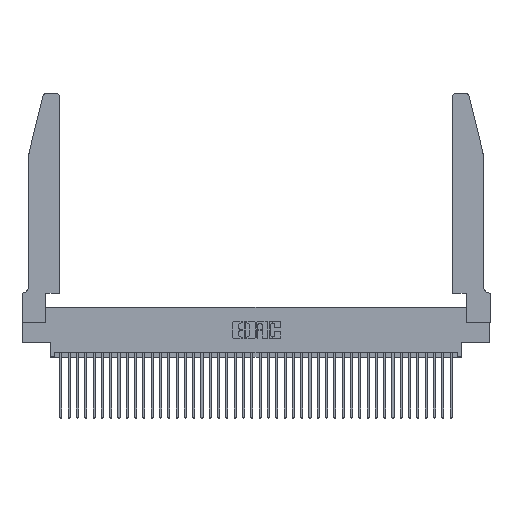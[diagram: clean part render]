
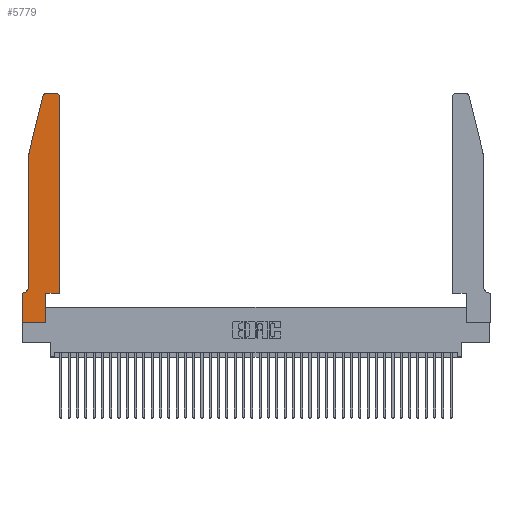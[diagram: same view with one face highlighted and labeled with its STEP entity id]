
A CAD part, top view. The second image highlights one B-rep face of the part: STEP entity #5779.
In plain terms, the highlighted planar face has unit normal (0, 0, 1).
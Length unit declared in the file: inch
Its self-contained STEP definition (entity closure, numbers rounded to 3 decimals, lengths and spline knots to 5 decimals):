
#28 = CARTESIAN_POINT ( 'NONE',  ( 0.25487, 2.72718, 0.37 ) ) ;
#477 = LINE ( 'NONE', #6965, #16703 ) ;
#530 = DIRECTION ( 'NONE',  ( 1., 0., 0. ) ) ;
#1334 = DIRECTION ( 'NONE',  ( 0., 1., 0. ) ) ;
#1652 = EDGE_CURVE ( 'NONE', #30834, #5213, #12679, .T. ) ;
#1758 = ORIENTED_EDGE ( 'NONE', *, *, #3681, .T. ) ;
#1912 = EDGE_CURVE ( 'NONE', #10224, #11542, #477, .T. ) ;
#2107 = CARTESIAN_POINT ( 'NONE',  ( 0.0755, 2., 0.37 ) ) ;
#3673 = DIRECTION ( 'NONE',  ( -0.239, -0.971, 0. ) ) ;
#3681 = EDGE_CURVE ( 'NONE', #11542, #30834, #30145, .T. ) ;
#3955 = VECTOR ( 'NONE', #25300, 39.37008 ) ;
#4457 = VECTOR ( 'NONE', #21424, 39.37008 ) ;
#4609 = CIRCLE ( 'NONE', #12445, 0.03 ) ;
#4978 = LINE ( 'NONE', #24839, #38207 ) ;
#5213 = VERTEX_POINT ( 'NONE', #13772 ) ;
#5426 = VERTEX_POINT ( 'NONE', #27656 ) ;
#5582 = ORIENTED_EDGE ( 'NONE', *, *, #27000, .T. ) ;
#5659 = EDGE_LOOP ( 'NONE', ( #11647, #5582, #14549, #1758, #12531, #28918, #21060, #27976, #19611, #7017, #24244, #28055 ) ) ;
#5779 = ADVANCED_FACE ( 'NONE', ( #26756 ), #26058, .T. ) ;
#5904 = AXIS2_PLACEMENT_3D ( 'NONE', #8829, #31336, #12053 ) ;
#6256 = VERTEX_POINT ( 'NONE', #38046 ) ;
#6965 = CARTESIAN_POINT ( 'NONE',  ( 0.0755, 2., 0.37 ) ) ;
#6987 = CARTESIAN_POINT ( 'NONE',  ( 0.4505, 0.35, 0.37 ) ) ;
#7017 = ORIENTED_EDGE ( 'NONE', *, *, #35364, .T. ) ;
#7200 = VERTEX_POINT ( 'NONE', #40363 ) ;
#7891 = AXIS2_PLACEMENT_3D ( 'NONE', #32300, #29325, #10075 ) ;
#8093 = CARTESIAN_POINT ( 'NONE',  ( 0.284, 2.72, 0.37 ) ) ;
#8204 = EDGE_CURVE ( 'NONE', #32091, #6256, #21071, .T. ) ;
#8829 = CARTESIAN_POINT ( 'NONE',  ( 0.0055, 0.42, 0.37 ) ) ;
#9889 = CARTESIAN_POINT ( 'NONE',  ( 0.0755, 0.42, 0.37 ) ) ;
#10040 = EDGE_CURVE ( 'NONE', #5426, #21951, #28475, .T. ) ;
#10075 = DIRECTION ( 'NONE',  ( 1., 0., 0. ) ) ;
#10224 = VERTEX_POINT ( 'NONE', #28 ) ;
#10304 = CARTESIAN_POINT ( 'NONE',  ( 0.2865, 0.35, 0.37 ) ) ;
#10987 = LINE ( 'NONE', #27154, #27038 ) ;
#11100 = VECTOR ( 'NONE', #530, 39.37008 ) ;
#11329 = DIRECTION ( 'NONE',  ( 1., 0., 0. ) ) ;
#11393 = VECTOR ( 'NONE', #41106, 39.37008 ) ;
#11542 = VERTEX_POINT ( 'NONE', #24438 ) ;
#11605 = VECTOR ( 'NONE', #19700, 39.37008 ) ;
#11647 = ORIENTED_EDGE ( 'NONE', *, *, #10040, .T. ) ;
#12053 = DIRECTION ( 'NONE',  ( -1., 0., 0. ) ) ;
#12398 = AXIS2_PLACEMENT_3D ( 'NONE', #14294, #36823, #17529 ) ;
#12403 = CARTESIAN_POINT ( 'NONE',  ( 0., 0., 0.37 ) ) ;
#12445 = AXIS2_PLACEMENT_3D ( 'NONE', #8093, #30590, #11329 ) ;
#12531 = ORIENTED_EDGE ( 'NONE', *, *, #1652, .T. ) ;
#12679 = CIRCLE ( 'NONE', #5904, 0.07 ) ;
#12892 = EDGE_CURVE ( 'NONE', #31879, #7200, #37888, .T. ) ;
#13772 = CARTESIAN_POINT ( 'NONE',  ( 0.0055, 0.35, 0.37 ) ) ;
#14294 = CARTESIAN_POINT ( 'NONE',  ( 0.4205, 2.72, 0.37 ) ) ;
#14549 = ORIENTED_EDGE ( 'NONE', *, *, #1912, .T. ) ;
#15015 = EDGE_CURVE ( 'NONE', #5213, #32091, #4978, .T. ) ;
#15085 = CARTESIAN_POINT ( 'NONE',  ( 0.4505, 0.35, 0.37 ) ) ;
#16703 = VECTOR ( 'NONE', #3673, 39.37008 ) ;
#17529 = DIRECTION ( 'NONE',  ( 1., 0., 0. ) ) ;
#18325 = DIRECTION ( 'NONE',  ( 0., 1., 0. ) ) ;
#19611 = ORIENTED_EDGE ( 'NONE', *, *, #22414, .T. ) ;
#19700 = DIRECTION ( 'NONE',  ( 1., 0., 0. ) ) ;
#19905 = CARTESIAN_POINT ( 'NONE',  ( 0.4505, 0.35, 0.37 ) ) ;
#20342 = EDGE_CURVE ( 'NONE', #6256, #39375, #21127, .T. ) ;
#20374 = VERTEX_POINT ( 'NONE', #10304 ) ;
#21060 = ORIENTED_EDGE ( 'NONE', *, *, #8204, .T. ) ;
#21071 = LINE ( 'NONE', #12403, #3955 ) ;
#21127 = LINE ( 'NONE', #39153, #11605 ) ;
#21148 = CARTESIAN_POINT ( 'NONE',  ( 0., 0.35, 0.37 ) ) ;
#21424 = DIRECTION ( 'NONE',  ( 0., -1., 0. ) ) ;
#21951 = VERTEX_POINT ( 'NONE', #34823 ) ;
#22414 = EDGE_CURVE ( 'NONE', #39375, #20374, #10987, .T. ) ;
#23120 = CIRCLE ( 'NONE', #12398, 0.03 ) ;
#24244 = ORIENTED_EDGE ( 'NONE', *, *, #12892, .T. ) ;
#24438 = CARTESIAN_POINT ( 'NONE',  ( 0.0755, 2., 0.37 ) ) ;
#24839 = CARTESIAN_POINT ( 'NONE',  ( 0.0755, 0.35, 0.37 ) ) ;
#25300 = DIRECTION ( 'NONE',  ( 0., -1., 0. ) ) ;
#26058 = PLANE ( 'NONE',  #7891 ) ;
#26756 = FACE_OUTER_BOUND ( 'NONE', #5659, .T. ) ;
#27000 = EDGE_CURVE ( 'NONE', #21951, #10224, #4609, .T. ) ;
#27038 = VECTOR ( 'NONE', #1334, 39.37008 ) ;
#27154 = CARTESIAN_POINT ( 'NONE',  ( 0.2865, 0.35, 0.37 ) ) ;
#27656 = CARTESIAN_POINT ( 'NONE',  ( 0.4205, 2.75, 0.37 ) ) ;
#27976 = ORIENTED_EDGE ( 'NONE', *, *, #20342, .T. ) ;
#28055 = ORIENTED_EDGE ( 'NONE', *, *, #35530, .T. ) ;
#28169 = LINE ( 'NONE', #6987, #11100 ) ;
#28475 = LINE ( 'NONE', #34661, #11393 ) ;
#28918 = ORIENTED_EDGE ( 'NONE', *, *, #15015, .T. ) ;
#29298 = VECTOR ( 'NONE', #18325, 39.37008 ) ;
#29325 = DIRECTION ( 'NONE',  ( 0., 0., 1. ) ) ;
#30145 = LINE ( 'NONE', #2107, #4457 ) ;
#30590 = DIRECTION ( 'NONE',  ( 0., 0., 1. ) ) ;
#30834 = VERTEX_POINT ( 'NONE', #9889 ) ;
#31336 = DIRECTION ( 'NONE',  ( 0., 0., -1. ) ) ;
#31879 = VERTEX_POINT ( 'NONE', #19905 ) ;
#32091 = VERTEX_POINT ( 'NONE', #21148 ) ;
#32300 = CARTESIAN_POINT ( 'NONE',  ( 0., 0.35, 0.37 ) ) ;
#34624 = DIRECTION ( 'NONE',  ( -1., 0., 0. ) ) ;
#34661 = CARTESIAN_POINT ( 'NONE',  ( 0.2605, 2.75, 0.37 ) ) ;
#34823 = CARTESIAN_POINT ( 'NONE',  ( 0.284, 2.75, 0.37 ) ) ;
#35364 = EDGE_CURVE ( 'NONE', #20374, #31879, #28169, .T. ) ;
#35530 = EDGE_CURVE ( 'NONE', #7200, #5426, #23120, .T. ) ;
#36823 = DIRECTION ( 'NONE',  ( 0., 0., 1. ) ) ;
#37888 = LINE ( 'NONE', #15085, #29298 ) ;
#38046 = CARTESIAN_POINT ( 'NONE',  ( 0., 0., 0.37 ) ) ;
#38207 = VECTOR ( 'NONE', #34624, 39.37008 ) ;
#39153 = CARTESIAN_POINT ( 'NONE',  ( 0., 0., 0.37 ) ) ;
#39375 = VERTEX_POINT ( 'NONE', #40828 ) ;
#40363 = CARTESIAN_POINT ( 'NONE',  ( 0.4505, 2.72, 0.37 ) ) ;
#40828 = CARTESIAN_POINT ( 'NONE',  ( 0.2865, 0., 0.37 ) ) ;
#41106 = DIRECTION ( 'NONE',  ( -1., 0., 0. ) ) ;
